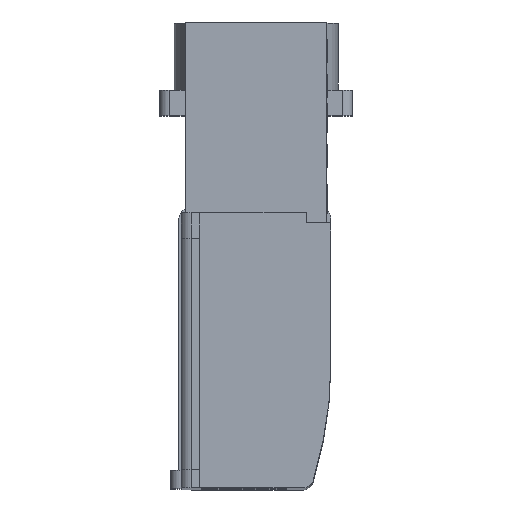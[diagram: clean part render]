
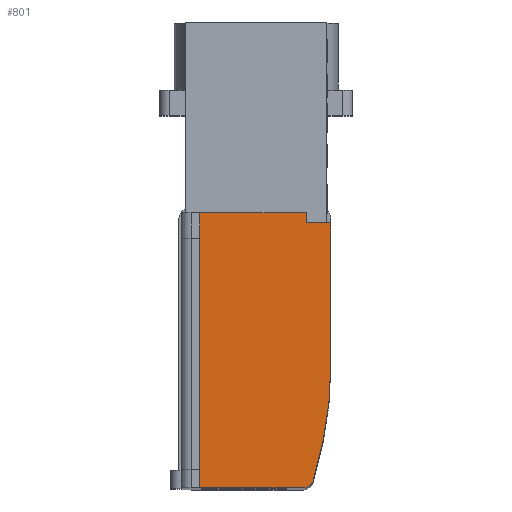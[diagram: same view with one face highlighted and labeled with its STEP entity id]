
A CAD part, top view. The second image highlights one B-rep face of the part: STEP entity #801.
In plain terms, the highlighted planar face has unit normal (0, 0, 1).
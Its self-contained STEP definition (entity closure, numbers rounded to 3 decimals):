
#801 = ADVANCED_FACE ( 'NONE', ( #50859 ), #3268, .T. ) ;
#974 = AXIS2_PLACEMENT_3D ( 'NONE', #55220, #7914, #26893 ) ;
#1603 = LINE ( 'NONE', #34281, #24859 ) ;
#1786 = EDGE_CURVE ( 'NONE', #17842, #46186, #17559, .T. ) ;
#2585 = CARTESIAN_POINT ( 'NONE',  ( 7.3, 18.3, 56.1 ) ) ;
#2650 = DIRECTION ( 'NONE',  ( 1., 0., 0. ) ) ;
#3006 = CARTESIAN_POINT ( 'NONE',  ( 5.5, 16.5, 56.1 ) ) ;
#3224 = ORIENTED_EDGE ( 'NONE', *, *, #26068, .T. ) ;
#3268 = PLANE ( 'NONE',  #974 ) ;
#5069 = DIRECTION ( 'NONE',  ( 0., 1., 0. ) ) ;
#6323 = EDGE_LOOP ( 'NONE', ( #31821, #3224, #15019, #13040, #12689, #43947, #36378, #33437, #23346, #59631 ) ) ;
#6936 = EDGE_CURVE ( 'NONE', #24822, #31039, #49183, .T. ) ;
#7914 = DIRECTION ( 'NONE',  ( 0., 0., 1. ) ) ;
#8030 = VERTEX_POINT ( 'NONE', #38637 ) ;
#8822 = VERTEX_POINT ( 'NONE', #50572 ) ;
#9846 = AXIS2_PLACEMENT_3D ( 'NONE', #12832, #46131, #41773 ) ;
#10182 = VECTOR ( 'NONE', #29689, 1000. ) ;
#11050 = VECTOR ( 'NONE', #35571, 1000. ) ;
#12655 = EDGE_CURVE ( 'NONE', #46186, #28869, #60599, .T. ) ;
#12689 = ORIENTED_EDGE ( 'NONE', *, *, #33722, .F. ) ;
#12832 = CARTESIAN_POINT ( 'NONE',  ( -4.595, 17.3, 56.1 ) ) ;
#12836 = CIRCLE ( 'NONE', #9846, 1. ) ;
#13040 = ORIENTED_EDGE ( 'NONE', *, *, #27345, .T. ) ;
#13911 = VECTOR ( 'NONE', #50495, 1000. ) ;
#14128 = VECTOR ( 'NONE', #27467, 1000. ) ;
#15019 = ORIENTED_EDGE ( 'NONE', *, *, #6936, .T. ) ;
#15780 = DIRECTION ( 'NONE',  ( 0., 1., 0. ) ) ;
#17559 = LINE ( 'NONE', #41200, #13911 ) ;
#17842 = VERTEX_POINT ( 'NONE', #26512 ) ;
#17944 = CARTESIAN_POINT ( 'NONE',  ( -4.9, -7.5, 56.1 ) ) ;
#17965 = CARTESIAN_POINT ( 'NONE',  ( 5.5, -8.5, 56.1 ) ) ;
#20595 = DIRECTION ( 'NONE',  ( 0., -1., 0. ) ) ;
#21632 = DIRECTION ( 'NONE',  ( 0., 0., 1. ) ) ;
#22249 = CARTESIAN_POINT ( 'NONE',  ( 5.5, 18.3, 56.1 ) ) ;
#23346 = ORIENTED_EDGE ( 'NONE', *, *, #12655, .T. ) ;
#24822 = VERTEX_POINT ( 'NONE', #47342 ) ;
#24859 = VECTOR ( 'NONE', #20595, 1000. ) ;
#26068 = EDGE_CURVE ( 'NONE', #8030, #24822, #12836, .T. ) ;
#26512 = CARTESIAN_POINT ( 'NONE',  ( 5.5, -8.5, 56.1 ) ) ;
#26594 = CARTESIAN_POINT ( 'NONE',  ( 32., 6., 56.1 ) ) ;
#26836 = CARTESIAN_POINT ( 'NONE',  ( -7.3, -8.5, 56.1 ) ) ;
#26893 = DIRECTION ( 'NONE',  ( 1., 0., 0. ) ) ;
#26951 = EDGE_CURVE ( 'NONE', #28869, #58260, #33791, .T. ) ;
#27345 = EDGE_CURVE ( 'NONE', #31039, #51710, #1603, .T. ) ;
#27467 = DIRECTION ( 'NONE',  ( -1., 0., 0. ) ) ;
#28174 = DIRECTION ( 'NONE',  ( 0., -1., 0. ) ) ;
#28474 = CARTESIAN_POINT ( 'NONE',  ( -4.9, -7.5, 56.1 ) ) ;
#28869 = VERTEX_POINT ( 'NONE', #3006 ) ;
#29689 = DIRECTION ( 'NONE',  ( -1., 0., 0. ) ) ;
#31039 = VERTEX_POINT ( 'NONE', #34498 ) ;
#31151 = VERTEX_POINT ( 'NONE', #28474 ) ;
#31821 = ORIENTED_EDGE ( 'NONE', *, *, #32730, .T. ) ;
#32682 = EDGE_CURVE ( 'NONE', #8822, #17842, #45515, .T. ) ;
#32730 = EDGE_CURVE ( 'NONE', #58260, #8030, #55165, .T. ) ;
#33437 = ORIENTED_EDGE ( 'NONE', *, *, #1786, .T. ) ;
#33722 = EDGE_CURVE ( 'NONE', #31151, #51710, #48366, .T. ) ;
#33791 = LINE ( 'NONE', #53412, #43696 ) ;
#34058 = CARTESIAN_POINT ( 'NONE',  ( -7.3, -7.5, 56.1 ) ) ;
#34281 = CARTESIAN_POINT ( 'NONE',  ( -7.3, 6., 56.1 ) ) ;
#34498 = CARTESIAN_POINT ( 'NONE',  ( -7.3, 6., 56.1 ) ) ;
#35571 = DIRECTION ( 'NONE',  ( 1., 0., 0. ) ) ;
#36378 = ORIENTED_EDGE ( 'NONE', *, *, #32682, .T. ) ;
#38637 = CARTESIAN_POINT ( 'NONE',  ( -4.595, 18.3, 56.1 ) ) ;
#41200 = CARTESIAN_POINT ( 'NONE',  ( 5.5, 6., 56.1 ) ) ;
#41773 = DIRECTION ( 'NONE',  ( 1., 0., 0. ) ) ;
#42496 = LINE ( 'NONE', #17944, #53337 ) ;
#43696 = VECTOR ( 'NONE', #15780, 1000. ) ;
#43947 = ORIENTED_EDGE ( 'NONE', *, *, #51409, .T. ) ;
#44214 = AXIS2_PLACEMENT_3D ( 'NONE', #26594, #21632, #2650 ) ;
#45515 = LINE ( 'NONE', #26836, #11050 ) ;
#46131 = DIRECTION ( 'NONE',  ( 0., 0., 1. ) ) ;
#46186 = VERTEX_POINT ( 'NONE', #57225 ) ;
#47342 = CARTESIAN_POINT ( 'NONE',  ( -5.551, 17.595, 56.1 ) ) ;
#48366 = LINE ( 'NONE', #34058, #10182 ) ;
#49183 = CIRCLE ( 'NONE', #44214, 39.3 ) ;
#49229 = CARTESIAN_POINT ( 'NONE',  ( -7.3, -7.5, 56.1 ) ) ;
#50495 = DIRECTION ( 'NONE',  ( 0., 1., 0. ) ) ;
#50572 = CARTESIAN_POINT ( 'NONE',  ( -4.9, -8.5, 56.1 ) ) ;
#50859 = FACE_OUTER_BOUND ( 'NONE', #6323, .T. ) ;
#51409 = EDGE_CURVE ( 'NONE', #31151, #8822, #42496, .T. ) ;
#51710 = VERTEX_POINT ( 'NONE', #49229 ) ;
#53337 = VECTOR ( 'NONE', #28174, 1000. ) ;
#53412 = CARTESIAN_POINT ( 'NONE',  ( 5.5, 6., 56.1 ) ) ;
#54622 = VECTOR ( 'NONE', #5069, 1000. ) ;
#55165 = LINE ( 'NONE', #2585, #14128 ) ;
#55220 = CARTESIAN_POINT ( 'NONE',  ( 32., 6., 56.1 ) ) ;
#57225 = CARTESIAN_POINT ( 'NONE',  ( 5.5, -6., 56.1 ) ) ;
#58260 = VERTEX_POINT ( 'NONE', #22249 ) ;
#59631 = ORIENTED_EDGE ( 'NONE', *, *, #26951, .T. ) ;
#60599 = LINE ( 'NONE', #17965, #54622 ) ;
